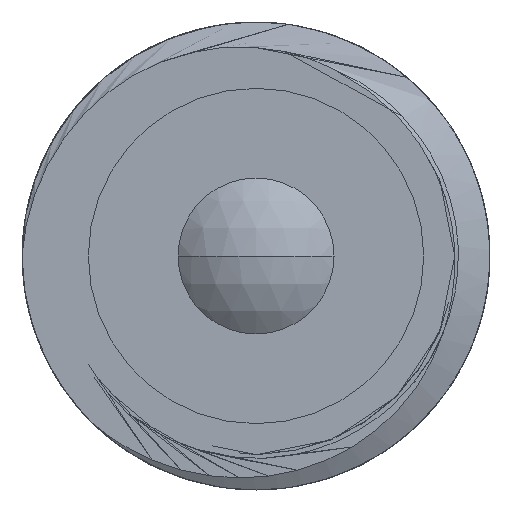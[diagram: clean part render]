
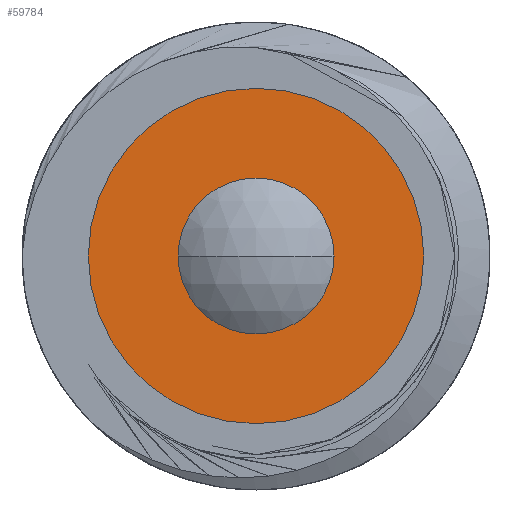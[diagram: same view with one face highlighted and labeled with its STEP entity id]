
A CAD part, left-side view. The second image highlights one B-rep face of the part: STEP entity #59784.
In plain terms, the highlighted planar face has unit normal (-1, 0, 0).
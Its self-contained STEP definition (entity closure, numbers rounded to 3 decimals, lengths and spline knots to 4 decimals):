
#455 = ORIENTED_EDGE ( 'NONE', *, *, #3074, .F. ) ;
#1597 = VERTEX_POINT ( 'NONE', #9060 ) ;
#2207 = CARTESIAN_POINT ( 'NONE',  ( 3.5, 0., -2.15 ) ) ;
#2986 = VERTEX_POINT ( 'NONE', #12031 ) ;
#3074 = EDGE_CURVE ( 'NONE', #1597, #2986, #10693, .T. ) ;
#3487 = AXIS2_PLACEMENT_3D ( 'NONE', #70282, #25146, #17586 ) ;
#5770 = VERTEX_POINT ( 'NONE', #2207 ) ;
#5957 = ORIENTED_EDGE ( 'NONE', *, *, #67934, .F. ) ;
#8559 = CARTESIAN_POINT ( 'NONE',  ( 3.5, 0., 0. ) ) ;
#9060 = CARTESIAN_POINT ( 'NONE',  ( 3.5, 0., -1. ) ) ;
#10693 = CIRCLE ( 'NONE', #36067, 1. ) ;
#11326 = DIRECTION ( 'NONE',  ( 1., 0., 0. ) ) ;
#11996 = DIRECTION ( 'NONE',  ( -1., 0., 0. ) ) ;
#12031 = CARTESIAN_POINT ( 'NONE',  ( 3.5, 0., 1. ) ) ;
#15546 = AXIS2_PLACEMENT_3D ( 'NONE', #40799, #11996, #58254 ) ;
#17586 = DIRECTION ( 'NONE',  ( 0., 0., 1. ) ) ;
#21581 = FACE_BOUND ( 'NONE', #27691, .T. ) ;
#21608 = AXIS2_PLACEMENT_3D ( 'NONE', #8559, #55185, #25240 ) ;
#22643 = VERTEX_POINT ( 'NONE', #40109 ) ;
#23769 = CARTESIAN_POINT ( 'NONE',  ( 3.5, 0., 0. ) ) ;
#25146 = DIRECTION ( 'NONE',  ( -1., 0., 0. ) ) ;
#25240 = DIRECTION ( 'NONE',  ( 0., 0., 1. ) ) ;
#27691 = EDGE_LOOP ( 'NONE', ( #5957, #455 ) ) ;
#29644 = EDGE_LOOP ( 'NONE', ( #70587, #35324 ) ) ;
#34948 = AXIS2_PLACEMENT_3D ( 'NONE', #39016, #11326, #56465 ) ;
#35324 = ORIENTED_EDGE ( 'NONE', *, *, #43359, .T. ) ;
#36067 = AXIS2_PLACEMENT_3D ( 'NONE', #23769, #41591, #64719 ) ;
#39016 = CARTESIAN_POINT ( 'NONE',  ( 3.5, 2.15, 0. ) ) ;
#39730 = CIRCLE ( 'NONE', #21608, 2.15 ) ;
#40109 = CARTESIAN_POINT ( 'NONE',  ( 3.5, 0., 2.15 ) ) ;
#40799 = CARTESIAN_POINT ( 'NONE',  ( 3.5, 0., 0. ) ) ;
#41591 = DIRECTION ( 'NONE',  ( -1., 0., 0. ) ) ;
#43268 = EDGE_CURVE ( 'NONE', #22643, #5770, #60353, .T. ) ;
#43359 = EDGE_CURVE ( 'NONE', #5770, #22643, #39730, .T. ) ;
#48991 = PLANE ( 'NONE',  #34948 ) ;
#55185 = DIRECTION ( 'NONE',  ( -1., 0., 0. ) ) ;
#56465 = DIRECTION ( 'NONE',  ( 0., 0., -1. ) ) ;
#58254 = DIRECTION ( 'NONE',  ( 0., 0., 1. ) ) ;
#59784 = ADVANCED_FACE ( 'NONE', ( #21581, #74269 ), #48991, .F. ) ;
#60353 = CIRCLE ( 'NONE', #15546, 2.15 ) ;
#60414 = CIRCLE ( 'NONE', #3487, 1. ) ;
#64719 = DIRECTION ( 'NONE',  ( 0., 0., 1. ) ) ;
#67934 = EDGE_CURVE ( 'NONE', #2986, #1597, #60414, .T. ) ;
#70282 = CARTESIAN_POINT ( 'NONE',  ( 3.5, 0., 0. ) ) ;
#70587 = ORIENTED_EDGE ( 'NONE', *, *, #43268, .T. ) ;
#74269 = FACE_OUTER_BOUND ( 'NONE', #29644, .T. ) ;
